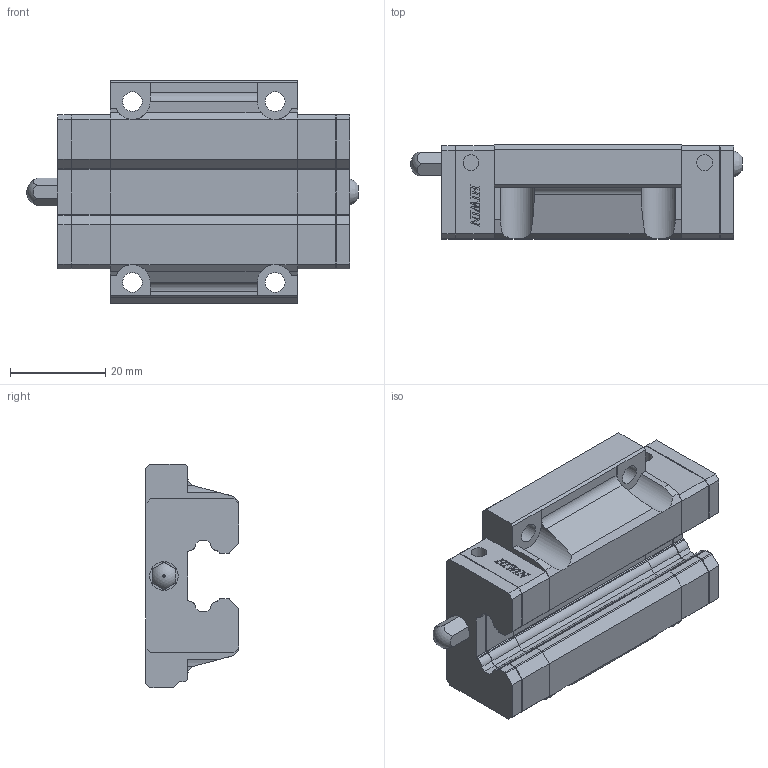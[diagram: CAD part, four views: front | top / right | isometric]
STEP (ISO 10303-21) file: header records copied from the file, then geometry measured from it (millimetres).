
FILE_DESCRIPTION(/* description */ (''),/* implementation_level */ '2;1');
FILE_NAME(/* name */ 'HGW15CAZ0C_GW202311001854.stp',/* time_stamp */ '2023-11-01T22:33:25+08:00',/* author */ ('user'),/* organization */ (''),/* preprocessor_version */ 'ST-DEVELOPER v17',/* originating_system */ 'Autodesk Inventor 2018',/* authorisation */ '');
FILE_SCHEMA (('AUTOMOTIVE_DESIGN { 1 0 10303 214 3 1 1 }'));
Products named in the file (4): HGW15CAZ0C_GW202311001854; HGW15C_右封_temp; 34310002; M4H
Assembly tree (3 placements, depth 2):
  HGW15CAZ0C_GW202311001854
    HGW15C_右封_temp
    34310002
    M4H
Bounding box: 69.76 x 19.7 x 47 mm (x, y, z)
Volume: 35798.6 mm3; surface area: 15214.4 mm2
Topology: 7 solids, 7 shells, 645 faces, 1791 edges, 1184 vertices
Faces by surface type: plane 531, cylinder 87, cone 24, sphere 2, bspline 1
Full cylindrical faces by diameter (mm): 1 x2, 3.3 x4, 4 x6, 4.134 x4, 5.3 x2, 5.5 x1, 6 x2
Entity records: 20750 total; most frequent: CARTESIAN_POINT 3909, ORIENTED_EDGE 3582, DIRECTION 3284, EDGE_CURVE 1791, LINE 1512, VECTOR 1512, VERTEX_POINT 1184, AXIS2_PLACEMENT_3D 886
